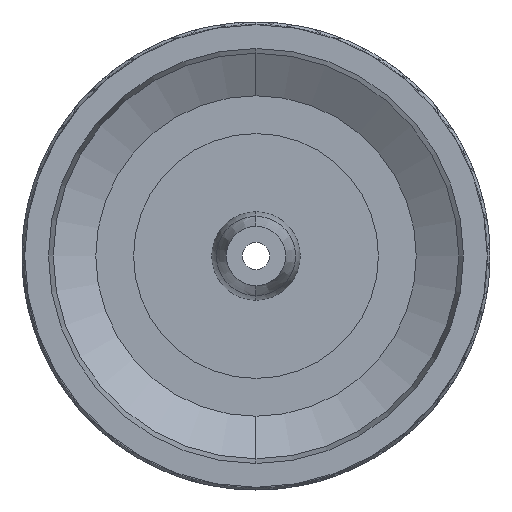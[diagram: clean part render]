
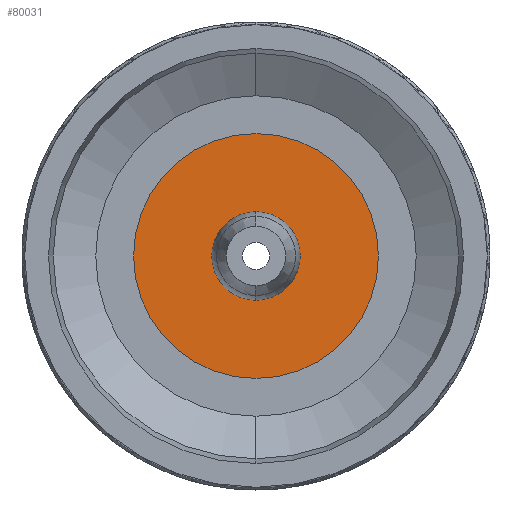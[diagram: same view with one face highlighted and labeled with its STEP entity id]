
A CAD part, front view. The second image highlights one B-rep face of the part: STEP entity #80031.
In plain terms, the highlighted face is planar.
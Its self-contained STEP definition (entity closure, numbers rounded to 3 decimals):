
#123 = DIRECTION ( 'NONE',  ( -1., 0., 0. ) ) ;
#5492 = ORIENTED_EDGE ( 'NONE', *, *, #57117, .T. ) ;
#7977 = AXIS2_PLACEMENT_3D ( 'NONE', #16501, #86641, #86211 ) ;
#10808 = CARTESIAN_POINT ( 'NONE',  ( 0., 0., -1.625 ) ) ;
#14191 = DIRECTION ( 'NONE',  ( -1., 0., 0. ) ) ;
#16501 = CARTESIAN_POINT ( 'NONE',  ( 0., 1.625, 0. ) ) ;
#19221 = CIRCLE ( 'NONE', #62735, 1.625 ) ;
#21527 = CIRCLE ( 'NONE', #52575, 4.5 ) ;
#22248 = CARTESIAN_POINT ( 'NONE',  ( 0., 0., 4.5 ) ) ;
#27473 = VERTEX_POINT ( 'NONE', #22248 ) ;
#33435 = EDGE_LOOP ( 'NONE', ( #65169, #40088 ) ) ;
#35884 = DIRECTION ( 'NONE',  ( -1., 0., 0. ) ) ;
#39581 = CARTESIAN_POINT ( 'NONE',  ( 0., 0., 0. ) ) ;
#40088 = ORIENTED_EDGE ( 'NONE', *, *, #66132, .F. ) ;
#41765 = VERTEX_POINT ( 'NONE', #10808 ) ;
#44374 = EDGE_LOOP ( 'NONE', ( #78389, #5492 ) ) ;
#47898 = AXIS2_PLACEMENT_3D ( 'NONE', #39581, #123, #71188 ) ;
#52575 = AXIS2_PLACEMENT_3D ( 'NONE', #111444, #121573, #102239 ) ;
#53760 = PLANE ( 'NONE',  #7977 ) ;
#57117 = EDGE_CURVE ( 'NONE', #119359, #27473, #67301, .T. ) ;
#62735 = AXIS2_PLACEMENT_3D ( 'NONE', #106957, #35884, #116633 ) ;
#63324 = DIRECTION ( 'NONE',  ( 0., 0., 1. ) ) ;
#65169 = ORIENTED_EDGE ( 'NONE', *, *, #100569, .F. ) ;
#66132 = EDGE_CURVE ( 'NONE', #41765, #102369, #19221, .T. ) ;
#67301 = CIRCLE ( 'NONE', #47898, 4.5 ) ;
#71188 = DIRECTION ( 'NONE',  ( 0., 0., 1. ) ) ;
#71940 = FACE_OUTER_BOUND ( 'NONE', #44374, .T. ) ;
#75929 = CARTESIAN_POINT ( 'NONE',  ( 0., 0., -4.5 ) ) ;
#78389 = ORIENTED_EDGE ( 'NONE', *, *, #109890, .T. ) ;
#80031 = ADVANCED_FACE ( 'NONE', ( #125304, #71940 ), #53760, .F. ) ;
#83180 = CIRCLE ( 'NONE', #119326, 1.625 ) ;
#86211 = DIRECTION ( 'NONE',  ( 0., 0., -1. ) ) ;
#86641 = DIRECTION ( 'NONE',  ( 1., 0., 0. ) ) ;
#100569 = EDGE_CURVE ( 'NONE', #102369, #41765, #83180, .T. ) ;
#102239 = DIRECTION ( 'NONE',  ( 0., 0., 1. ) ) ;
#102369 = VERTEX_POINT ( 'NONE', #124582 ) ;
#103658 = CARTESIAN_POINT ( 'NONE',  ( 0., 0., 0. ) ) ;
#106957 = CARTESIAN_POINT ( 'NONE',  ( 0., 0., 0. ) ) ;
#109890 = EDGE_CURVE ( 'NONE', #27473, #119359, #21527, .T. ) ;
#111444 = CARTESIAN_POINT ( 'NONE',  ( 0., 0., 0. ) ) ;
#116633 = DIRECTION ( 'NONE',  ( 0., 0., 1. ) ) ;
#119326 = AXIS2_PLACEMENT_3D ( 'NONE', #103658, #14191, #63324 ) ;
#119359 = VERTEX_POINT ( 'NONE', #75929 ) ;
#121573 = DIRECTION ( 'NONE',  ( -1., 0., 0. ) ) ;
#124582 = CARTESIAN_POINT ( 'NONE',  ( 0., 0., 1.625 ) ) ;
#125304 = FACE_BOUND ( 'NONE', #33435, .T. ) ;
